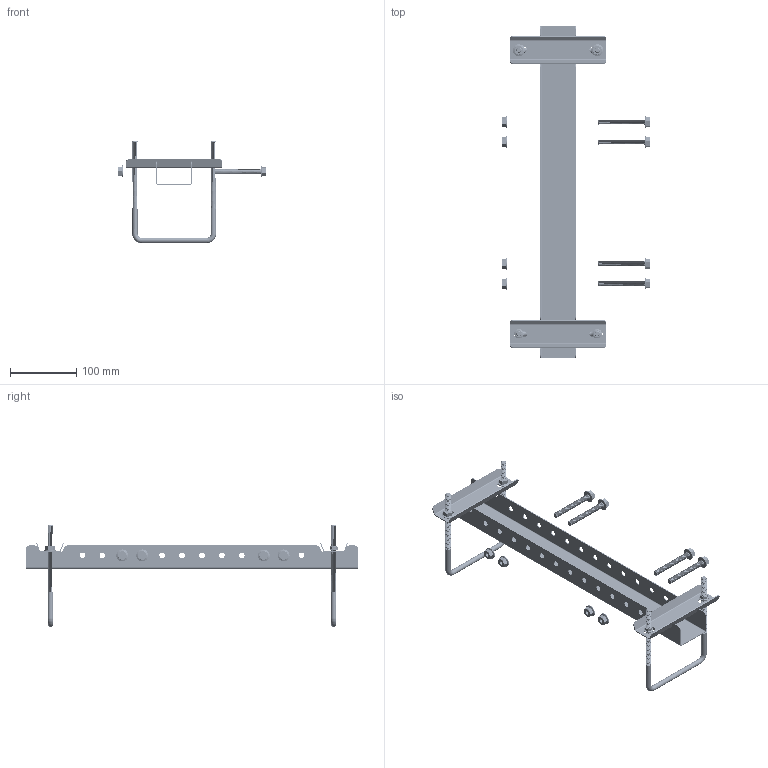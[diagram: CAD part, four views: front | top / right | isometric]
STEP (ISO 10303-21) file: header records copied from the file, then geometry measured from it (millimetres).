
FILE_DESCRIPTION (( 'STEP AP203' ), '1' );
FILE_NAME ('Êðåïëåíèå ê çàáîðó íà 2 êðîíøòåéíà.STEP', '2022-10-26T12:11:08', ( '' ), ( '' ), 'SwSTEP 2.0', 'SolidWorks 2022', '' );
FILE_SCHEMA (( 'CONFIG_CONTROL_DESIGN' ));
Length unit declared in the file: millimetre
Products named in the file (7): 45_5_КИВА 189.40.01 Профиль крепления_2-x; 45_5_Хомут П-обр._Болт-скоба П-образный 170х110 М8; hex flange bolt fine_din_DIN 6921 - M8x1 x 70 x 70-N; 45_5_КИВА 189.40.02 Профиль_L110; Крепление к забору на 2 кронштейна; 45_5_Гайка фланцевая DIN 6923_М8; 45_5_Гайка фланцевая DIN 6923_М6
Assembly tree (17 placements, depth 2):
  Крепление к забору на 2 кронштейна
    45_5_КИВА 189.40.01 Профиль крепления_2-x
    45_5_Гайка фланцевая DIN 6923_М8  x6
    45_5_Гайка фланцевая DIN 6923_М6  x2
    hex flange bolt fine_din_DIN 6921 - M8x1 x 70 x 70-N  x4
    45_5_КИВА 189.40.02 Профиль_L110  x2
    45_5_Хомут П-обр._Болт-скоба П-образный 170х110 М8  x2
Bounding box: 223.38 x 500 x 154 mm (x, y, z)
Volume: 170985.7 mm3; surface area: 196107.4 mm2
Topology: 17 solids, 17 shells, 1418 faces, 3928 edges, 2548 vertices
Faces by surface type: cylinder 1044, plane 198, cone 112, bspline 48, torus 16
Entity records: 41556 total; most frequent: CARTESIAN_POINT 27181, ORIENTED_EDGE 3352, DIRECTION 2311, EDGE_CURVE 1676, VERTEX_POINT 1091, AXIS2_PLACEMENT_3D 845, EDGE_LOOP 655, VECTOR 621
